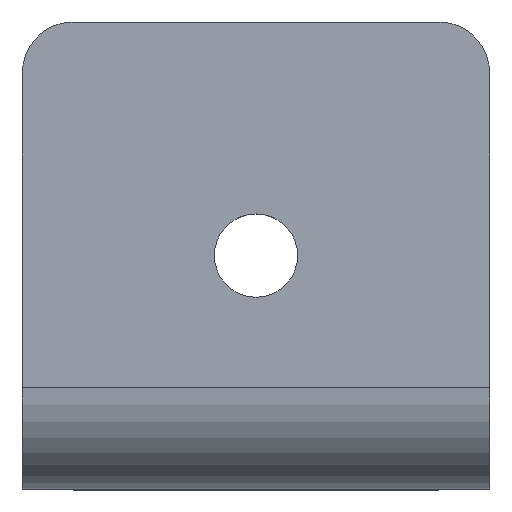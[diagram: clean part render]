
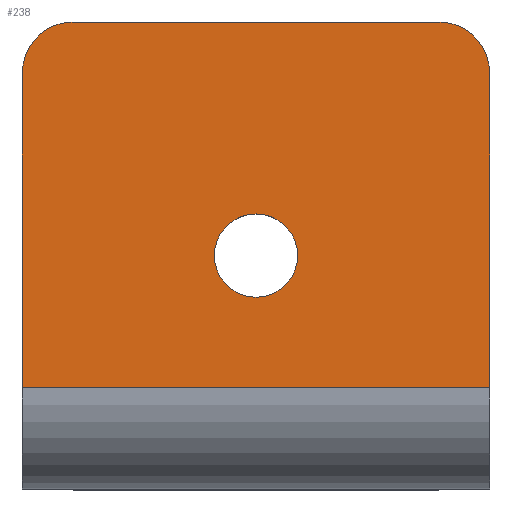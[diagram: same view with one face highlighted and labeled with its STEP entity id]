
A CAD part, top view. The second image highlights one B-rep face of the part: STEP entity #238.
In plain terms, the highlighted planar face has unit normal (0, 0, 1).
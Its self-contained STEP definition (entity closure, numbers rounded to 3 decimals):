
#12 = VECTOR ( 'NONE', #225, 1000. ) ;
#14 = ORIENTED_EDGE ( 'NONE', *, *, #20, .T. ) ;
#15 = DIRECTION ( 'NONE',  ( -1., 0., 0. ) ) ;
#20 = EDGE_CURVE ( 'NONE', #136, #606, #22, .T. ) ;
#22 = CIRCLE ( 'NONE', #748, 5. ) ;
#28 = ORIENTED_EDGE ( 'NONE', *, *, #70, .T. ) ;
#32 = AXIS2_PLACEMENT_3D ( 'NONE', #302, #127, #122 ) ;
#50 = CARTESIAN_POINT ( 'NONE',  ( 0., 41., 0. ) ) ;
#70 = EDGE_CURVE ( 'NONE', #752, #182, #429, .T. ) ;
#73 = CIRCLE ( 'NONE', #249, 4.1 ) ;
#74 = LINE ( 'NONE', #762, #12 ) ;
#79 = DIRECTION ( 'NONE',  ( 0., 0., 1. ) ) ;
#87 = EDGE_CURVE ( 'NONE', #752, #637, #74, .T. ) ;
#92 = DIRECTION ( 'NONE',  ( 0., 0., -1. ) ) ;
#93 = VERTEX_POINT ( 'NONE', #112 ) ;
#107 = CARTESIAN_POINT ( 'NONE',  ( 41., 46., 0. ) ) ;
#112 = CARTESIAN_POINT ( 'NONE',  ( 27.1, 23., 0. ) ) ;
#122 = DIRECTION ( 'NONE',  ( -1., 0., 0. ) ) ;
#124 = DIRECTION ( 'NONE',  ( -1., 0., 0. ) ) ;
#127 = DIRECTION ( 'NONE',  ( 0., 0., -1. ) ) ;
#136 = VERTEX_POINT ( 'NONE', #414 ) ;
#165 = VERTEX_POINT ( 'NONE', #351 ) ;
#178 = PLANE ( 'NONE',  #787 ) ;
#182 = VERTEX_POINT ( 'NONE', #107 ) ;
#222 = VERTEX_POINT ( 'NONE', #300 ) ;
#225 = DIRECTION ( 'NONE',  ( 0., -1., 0. ) ) ;
#238 = ADVANCED_FACE ( '�����1', ( #377, #433 ), #178, .F. ) ;
#249 = AXIS2_PLACEMENT_3D ( 'NONE', #682, #92, #15 ) ;
#253 = DIRECTION ( 'NONE',  ( -1., 0., 0. ) ) ;
#281 = ORIENTED_EDGE ( 'NONE', *, *, #514, .T. ) ;
#300 = CARTESIAN_POINT ( 'NONE',  ( 0., 10., 0. ) ) ;
#302 = CARTESIAN_POINT ( 'NONE',  ( 23., 23., 0. ) ) ;
#315 = EDGE_LOOP ( 'NONE', ( #580, #28, #482, #14, #763, #582 ) ) ;
#334 = EDGE_CURVE ( 'NONE', #606, #222, #477, .T. ) ;
#343 = ORIENTED_EDGE ( 'NONE', *, *, #766, .T. ) ;
#351 = CARTESIAN_POINT ( 'NONE',  ( 18.9, 23., 0. ) ) ;
#377 = FACE_BOUND ( 'NONE', #549, .T. ) ;
#384 = LINE ( 'NONE', #626, #522 ) ;
#414 = CARTESIAN_POINT ( 'NONE',  ( 5., 46., 0. ) ) ;
#429 = CIRCLE ( 'NONE', #609, 5. ) ;
#433 = FACE_OUTER_BOUND ( 'NONE', #315, .T. ) ;
#435 = CARTESIAN_POINT ( 'NONE',  ( 46., 10., 0. ) ) ;
#466 = VECTOR ( 'NONE', #670, 1000. ) ;
#477 = LINE ( 'NONE', #725, #708 ) ;
#482 = ORIENTED_EDGE ( 'NONE', *, *, #517, .T. ) ;
#488 = CARTESIAN_POINT ( 'NONE',  ( 46., 41., 0. ) ) ;
#511 = CARTESIAN_POINT ( 'NONE',  ( 41., 41., 0. ) ) ;
#514 = EDGE_CURVE ( 'NONE', #93, #165, #73, .T. ) ;
#517 = EDGE_CURVE ( 'NONE', #182, #136, #384, .T. ) ;
#522 = VECTOR ( 'NONE', #688, 1000. ) ;
#534 = CIRCLE ( 'NONE', #32, 4.1 ) ;
#549 = EDGE_LOOP ( 'NONE', ( #343, #281 ) ) ;
#551 = DIRECTION ( 'NONE',  ( 0., 0., -1. ) ) ;
#571 = DIRECTION ( 'NONE',  ( 0., 0., 1. ) ) ;
#580 = ORIENTED_EDGE ( 'NONE', *, *, #87, .F. ) ;
#582 = ORIENTED_EDGE ( 'NONE', *, *, #736, .F. ) ;
#605 = DIRECTION ( 'NONE',  ( 0., -1., 0. ) ) ;
#606 = VERTEX_POINT ( 'NONE', #50 ) ;
#609 = AXIS2_PLACEMENT_3D ( 'NONE', #511, #571, #618 ) ;
#618 = DIRECTION ( 'NONE',  ( -1., 0., 0. ) ) ;
#626 = CARTESIAN_POINT ( 'NONE',  ( 46., 46., 0. ) ) ;
#627 = CARTESIAN_POINT ( 'NONE',  ( 5., 41., 0. ) ) ;
#637 = VERTEX_POINT ( 'NONE', #642 ) ;
#642 = CARTESIAN_POINT ( 'NONE',  ( 46., 10., 0. ) ) ;
#665 = CARTESIAN_POINT ( 'NONE',  ( 46., 0., 0. ) ) ;
#670 = DIRECTION ( 'NONE',  ( -1., 0., 0. ) ) ;
#675 = LINE ( 'NONE', #435, #466 ) ;
#682 = CARTESIAN_POINT ( 'NONE',  ( 23., 23., 0. ) ) ;
#688 = DIRECTION ( 'NONE',  ( -1., 0., 0. ) ) ;
#708 = VECTOR ( 'NONE', #605, 1000. ) ;
#725 = CARTESIAN_POINT ( 'NONE',  ( 0., 0., 0. ) ) ;
#736 = EDGE_CURVE ( 'NONE', #637, #222, #675, .T. ) ;
#748 = AXIS2_PLACEMENT_3D ( 'NONE', #627, #79, #253 ) ;
#752 = VERTEX_POINT ( 'NONE', #488 ) ;
#762 = CARTESIAN_POINT ( 'NONE',  ( 46., 0., 0. ) ) ;
#763 = ORIENTED_EDGE ( 'NONE', *, *, #334, .T. ) ;
#766 = EDGE_CURVE ( 'NONE', #165, #93, #534, .T. ) ;
#787 = AXIS2_PLACEMENT_3D ( 'NONE', #665, #551, #124 ) ;
